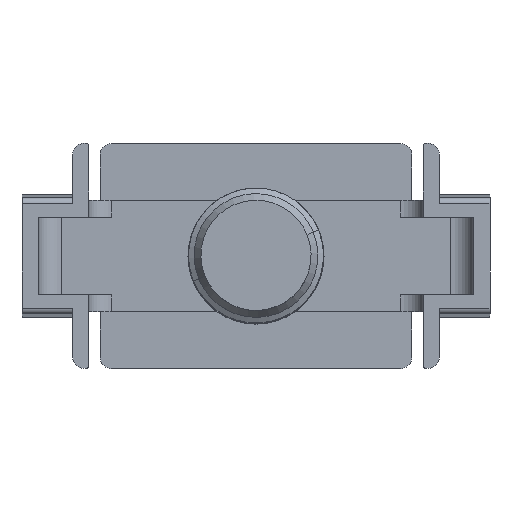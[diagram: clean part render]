
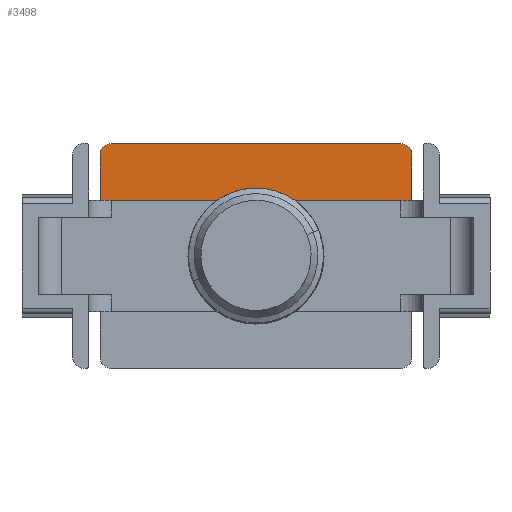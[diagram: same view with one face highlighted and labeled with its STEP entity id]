
A CAD part, top view. The second image highlights one B-rep face of the part: STEP entity #3498.
In plain terms, the highlighted planar face has unit normal (0, 0, 1).
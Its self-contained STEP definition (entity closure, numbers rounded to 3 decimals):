
#47 = CARTESIAN_POINT ( 'NONE',  ( 13.85, 4.95, 1.5 ) ) ;
#412 = ORIENTED_EDGE ( 'NONE', *, *, #3541, .F. ) ;
#540 = VECTOR ( 'NONE', #10962, 1000. ) ;
#1291 = AXIS2_PLACEMENT_3D ( 'NONE', #3209, #10202, #4247 ) ;
#1350 = EDGE_CURVE ( 'NONE', #7469, #4793, #13059, .T. ) ;
#1429 = ORIENTED_EDGE ( 'NONE', *, *, #1350, .F. ) ;
#1557 = DIRECTION ( 'NONE',  ( 0., 0., -1. ) ) ;
#1980 = CARTESIAN_POINT ( 'NONE',  ( -13.85, 10., 1.5 ) ) ;
#2019 = LINE ( 'NONE', #11204, #12325 ) ;
#2210 = VERTEX_POINT ( 'NONE', #12385 ) ;
#2216 = VECTOR ( 'NONE', #9384, 1000. ) ;
#2591 = EDGE_CURVE ( 'NONE', #12356, #4018, #11003, .T. ) ;
#2594 = DIRECTION ( 'NONE',  ( 0., 0., -1. ) ) ;
#2648 = EDGE_CURVE ( 'NONE', #2210, #12356, #8088, .T. ) ;
#2706 = VECTOR ( 'NONE', #4101, 1000. ) ;
#2761 = EDGE_CURVE ( 'NONE', #5762, #2210, #7480, .T. ) ;
#2848 = EDGE_CURVE ( 'NONE', #6708, #5762, #12498, .T. ) ;
#2974 = CARTESIAN_POINT ( 'NONE',  ( 20.8, 4.95, 1.5 ) ) ;
#3207 = ORIENTED_EDGE ( 'NONE', *, *, #2591, .F. ) ;
#3209 = CARTESIAN_POINT ( 'NONE',  ( 12.85, 9., 1.5 ) ) ;
#3395 = CARTESIAN_POINT ( 'NONE',  ( 13.85, 10., 1.5 ) ) ;
#3498 = ADVANCED_FACE ( 'NONE', ( #7574 ), #7604, .F. ) ;
#3541 = EDGE_CURVE ( 'NONE', #4793, #6708, #6637, .T. ) ;
#4018 = VERTEX_POINT ( 'NONE', #6926 ) ;
#4101 = DIRECTION ( 'NONE',  ( 0., -1., 0. ) ) ;
#4247 = DIRECTION ( 'NONE',  ( -1., 0., 0. ) ) ;
#4328 = ORIENTED_EDGE ( 'NONE', *, *, #2848, .F. ) ;
#4503 = EDGE_CURVE ( 'NONE', #4018, #8815, #8287, .T. ) ;
#4793 = VERTEX_POINT ( 'NONE', #12019 ) ;
#4795 = AXIS2_PLACEMENT_3D ( 'NONE', #8622, #2594, #9600 ) ;
#4884 = AXIS2_PLACEMENT_3D ( 'NONE', #7688, #1557, #8667 ) ;
#5134 = ORIENTED_EDGE ( 'NONE', *, *, #2761, .F. ) ;
#5246 = AXIS2_PLACEMENT_3D ( 'NONE', #11669, #5791, #12628 ) ;
#5762 = VERTEX_POINT ( 'NONE', #12810 ) ;
#5791 = DIRECTION ( 'NONE',  ( 0., 0., 1. ) ) ;
#6637 = CIRCLE ( 'NONE', #4884, 1. ) ;
#6708 = VERTEX_POINT ( 'NONE', #11327 ) ;
#6848 = ORIENTED_EDGE ( 'NONE', *, *, #2648, .F. ) ;
#6926 = CARTESIAN_POINT ( 'NONE',  ( 3.479, 4.95, 1.5 ) ) ;
#7252 = DIRECTION ( 'NONE',  ( 0., 1., 0. ) ) ;
#7469 = VERTEX_POINT ( 'NONE', #10476 ) ;
#7480 = CIRCLE ( 'NONE', #1291, 1. ) ;
#7574 = FACE_OUTER_BOUND ( 'NONE', #9953, .T. ) ;
#7604 = PLANE ( 'NONE',  #4795 ) ;
#7688 = CARTESIAN_POINT ( 'NONE',  ( -12.85, 9., 1.5 ) ) ;
#8088 = LINE ( 'NONE', #10069, #2706 ) ;
#8287 = CIRCLE ( 'NONE', #5246, 6.05 ) ;
#8622 = CARTESIAN_POINT ( 'NONE',  ( 0., 0., 1.5 ) ) ;
#8667 = DIRECTION ( 'NONE',  ( -1., 0., 0. ) ) ;
#8815 = VERTEX_POINT ( 'NONE', #12736 ) ;
#9196 = EDGE_CURVE ( 'NONE', #8815, #7469, #2019, .T. ) ;
#9384 = DIRECTION ( 'NONE',  ( 1., 0., 0. ) ) ;
#9600 = DIRECTION ( 'NONE',  ( -1., 0., 0. ) ) ;
#9953 = EDGE_LOOP ( 'NONE', ( #3207, #6848, #5134, #4328, #412, #1429, #12100, #12534 ) ) ;
#10069 = CARTESIAN_POINT ( 'NONE',  ( 13.85, -10., 1.5 ) ) ;
#10202 = DIRECTION ( 'NONE',  ( 0., 0., -1. ) ) ;
#10469 = VECTOR ( 'NONE', #7252, 1000. ) ;
#10476 = CARTESIAN_POINT ( 'NONE',  ( -13.85, 4.95, 1.5 ) ) ;
#10962 = DIRECTION ( 'NONE',  ( -1., 0., 0. ) ) ;
#11003 = LINE ( 'NONE', #2974, #540 ) ;
#11204 = CARTESIAN_POINT ( 'NONE',  ( 20.8, 4.95, 1.5 ) ) ;
#11327 = CARTESIAN_POINT ( 'NONE',  ( -12.85, 10., 1.5 ) ) ;
#11669 = CARTESIAN_POINT ( 'NONE',  ( 0., 0., 1.5 ) ) ;
#12019 = CARTESIAN_POINT ( 'NONE',  ( -13.85, 9., 1.5 ) ) ;
#12100 = ORIENTED_EDGE ( 'NONE', *, *, #9196, .F. ) ;
#12160 = DIRECTION ( 'NONE',  ( -1., 0., 0. ) ) ;
#12325 = VECTOR ( 'NONE', #12160, 1000. ) ;
#12356 = VERTEX_POINT ( 'NONE', #47 ) ;
#12385 = CARTESIAN_POINT ( 'NONE',  ( 13.85, 9., 1.5 ) ) ;
#12498 = LINE ( 'NONE', #3395, #2216 ) ;
#12534 = ORIENTED_EDGE ( 'NONE', *, *, #4503, .F. ) ;
#12628 = DIRECTION ( 'NONE',  ( 1., 0., 0. ) ) ;
#12736 = CARTESIAN_POINT ( 'NONE',  ( -3.479, 4.95, 1.5 ) ) ;
#12810 = CARTESIAN_POINT ( 'NONE',  ( 12.85, 10., 1.5 ) ) ;
#13059 = LINE ( 'NONE', #1980, #10469 ) ;
